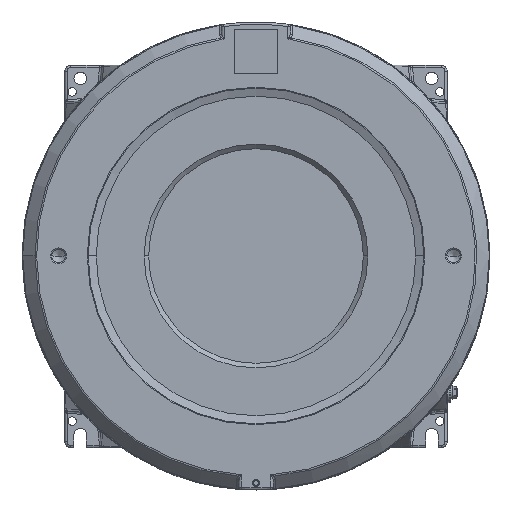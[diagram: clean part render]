
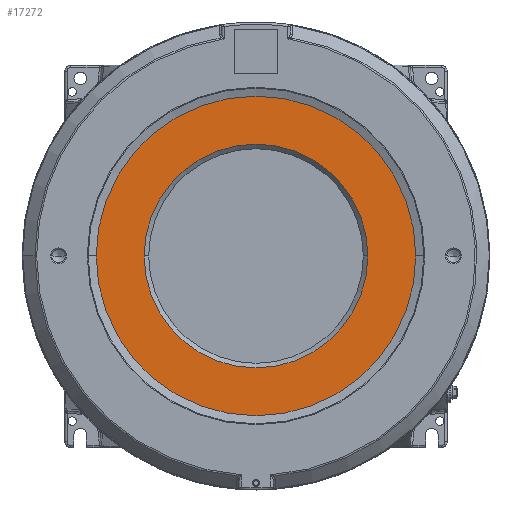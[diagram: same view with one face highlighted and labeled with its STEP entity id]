
A CAD part, top view. The second image highlights one B-rep face of the part: STEP entity #17272.
In plain terms, the highlighted face is planar.
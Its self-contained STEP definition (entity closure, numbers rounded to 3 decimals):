
#1234 = AXIS2_PLACEMENT_3D ( 'NONE', #14974, #43708, #19092 ) ;
#2519 = DIRECTION ( 'NONE',  ( 0., 0., -1. ) ) ;
#2878 = PLANE ( 'NONE',  #23917 ) ;
#5260 = EDGE_CURVE ( 'NONE', #18964, #28471, #16203, .T. ) ;
#7226 = DIRECTION ( 'NONE',  ( 1., 0., 0. ) ) ;
#12032 = CARTESIAN_POINT ( 'NONE',  ( 3., 0., 98. ) ) ;
#13289 = CARTESIAN_POINT ( 'NONE',  ( 3., 0., 0. ) ) ;
#14974 = CARTESIAN_POINT ( 'NONE',  ( 3., 0., 0. ) ) ;
#15329 = AXIS2_PLACEMENT_3D ( 'NONE', #42320, #17715, #46436 ) ;
#16203 = CIRCLE ( 'NONE', #41927, 98. ) ;
#16430 = EDGE_CURVE ( 'NONE', #50660, #35322, #33319, .T. ) ;
#17272 = ADVANCED_FACE ( 'NONE', ( #31986, #21058 ), #2878, .F. ) ;
#17452 = DIRECTION ( 'NONE',  ( 0., 0., 1. ) ) ;
#17715 = DIRECTION ( 'NONE',  ( -1., 0., 0. ) ) ;
#18934 = CIRCLE ( 'NONE', #1234, 98. ) ;
#18964 = VERTEX_POINT ( 'NONE', #42855 ) ;
#19092 = DIRECTION ( 'NONE',  ( 0., 0., -1. ) ) ;
#20556 = EDGE_LOOP ( 'NONE', ( #47167, #39594 ) ) ;
#21058 = FACE_OUTER_BOUND ( 'NONE', #20556, .T. ) ;
#23917 = AXIS2_PLACEMENT_3D ( 'NONE', #35444, #7226, #35984 ) ;
#24568 = CARTESIAN_POINT ( 'NONE',  ( 3., 0., -140. ) ) ;
#27220 = DIRECTION ( 'NONE',  ( 1., 0., 0. ) ) ;
#28471 = VERTEX_POINT ( 'NONE', #12032 ) ;
#29734 = AXIS2_PLACEMENT_3D ( 'NONE', #13289, #42050, #17452 ) ;
#30642 = CIRCLE ( 'NONE', #15329, 140. ) ;
#31986 = FACE_BOUND ( 'NONE', #47163, .T. ) ;
#33319 = CIRCLE ( 'NONE', #29734, 140. ) ;
#34894 = ORIENTED_EDGE ( 'NONE', *, *, #5260, .T. ) ;
#35322 = VERTEX_POINT ( 'NONE', #24568 ) ;
#35444 = CARTESIAN_POINT ( 'NONE',  ( 3., 0., 0. ) ) ;
#35984 = DIRECTION ( 'NONE',  ( 0., 0., -1. ) ) ;
#36055 = ORIENTED_EDGE ( 'NONE', *, *, #41778, .T. ) ;
#38956 = EDGE_CURVE ( 'NONE', #35322, #50660, #30642, .T. ) ;
#39594 = ORIENTED_EDGE ( 'NONE', *, *, #38956, .T. ) ;
#41778 = EDGE_CURVE ( 'NONE', #28471, #18964, #18934, .T. ) ;
#41927 = AXIS2_PLACEMENT_3D ( 'NONE', #51849, #27220, #2519 ) ;
#42050 = DIRECTION ( 'NONE',  ( -1., 0., 0. ) ) ;
#42320 = CARTESIAN_POINT ( 'NONE',  ( 3., 0., 0. ) ) ;
#42762 = CARTESIAN_POINT ( 'NONE',  ( 3., 0., 140. ) ) ;
#42855 = CARTESIAN_POINT ( 'NONE',  ( 3., 0., -98. ) ) ;
#43708 = DIRECTION ( 'NONE',  ( 1., 0., 0. ) ) ;
#46436 = DIRECTION ( 'NONE',  ( 0., 0., 1. ) ) ;
#47163 = EDGE_LOOP ( 'NONE', ( #36055, #34894 ) ) ;
#47167 = ORIENTED_EDGE ( 'NONE', *, *, #16430, .T. ) ;
#50660 = VERTEX_POINT ( 'NONE', #42762 ) ;
#51849 = CARTESIAN_POINT ( 'NONE',  ( 3., 0., 0. ) ) ;
